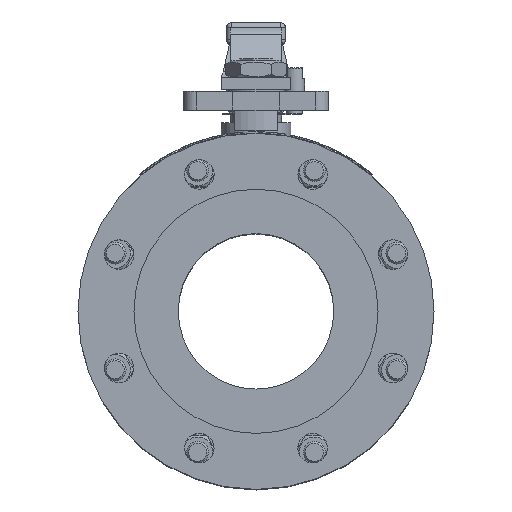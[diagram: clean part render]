
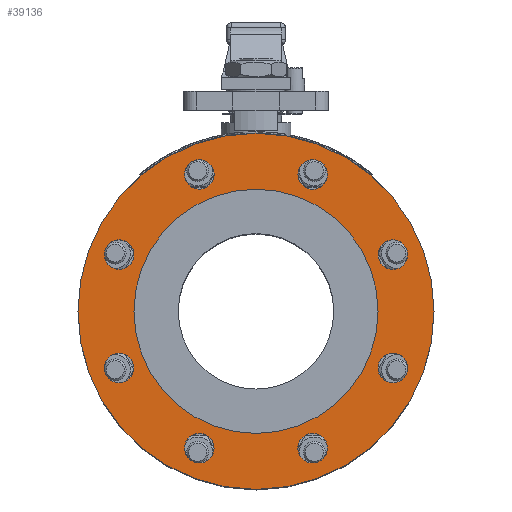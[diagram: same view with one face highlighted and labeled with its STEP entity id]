
A CAD part, top view. The second image highlights one B-rep face of the part: STEP entity #39136.
In plain terms, the highlighted planar face has unit normal (0, 0, 1).
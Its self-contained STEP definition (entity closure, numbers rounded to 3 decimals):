
#1369=FACE_BOUND('',#6951,.T.);
#1370=FACE_BOUND('',#6952,.T.);
#1371=FACE_BOUND('',#6953,.T.);
#1372=FACE_BOUND('',#6954,.T.);
#1373=FACE_BOUND('',#6955,.T.);
#1374=FACE_BOUND('',#6956,.T.);
#1375=FACE_BOUND('',#6957,.T.);
#1376=FACE_BOUND('',#6958,.T.);
#1377=FACE_BOUND('',#6959,.T.);
#4578=FACE_OUTER_BOUND('',#6950,.T.);
#6950=EDGE_LOOP('',(#29001));
#6951=EDGE_LOOP('',(#29002));
#6952=EDGE_LOOP('',(#29003));
#6953=EDGE_LOOP('',(#29004));
#6954=EDGE_LOOP('',(#29005));
#6955=EDGE_LOOP('',(#29006));
#6956=EDGE_LOOP('',(#29007));
#6957=EDGE_LOOP('',(#29008));
#6958=EDGE_LOOP('',(#29009));
#6959=EDGE_LOOP('',(#29010));
#14343=CIRCLE('',#41417,78.5);
#14354=CIRCLE('',#41431,9.5);
#14355=CIRCLE('',#41433,9.5);
#14356=CIRCLE('',#41435,9.5);
#14357=CIRCLE('',#41437,9.5);
#14358=CIRCLE('',#41439,9.5);
#14359=CIRCLE('',#41441,9.5);
#14360=CIRCLE('',#41443,9.5);
#14361=CIRCLE('',#41445,9.5);
#14389=CIRCLE('',#41495,114.5);
#16292=VERTEX_POINT('',#64718);
#16308=VERTEX_POINT('',#64778);
#16309=VERTEX_POINT('',#64781);
#16310=VERTEX_POINT('',#64784);
#16311=VERTEX_POINT('',#64787);
#16312=VERTEX_POINT('',#64790);
#16313=VERTEX_POINT('',#64793);
#16314=VERTEX_POINT('',#64796);
#16315=VERTEX_POINT('',#64799);
#16359=VERTEX_POINT('',#64925);
#20836=EDGE_CURVE('',#16292,#16292,#14343,.T.);
#20852=EDGE_CURVE('',#16308,#16308,#14354,.T.);
#20853=EDGE_CURVE('',#16309,#16309,#14355,.T.);
#20854=EDGE_CURVE('',#16310,#16310,#14356,.T.);
#20855=EDGE_CURVE('',#16311,#16311,#14357,.T.);
#20856=EDGE_CURVE('',#16312,#16312,#14358,.T.);
#20857=EDGE_CURVE('',#16313,#16313,#14359,.T.);
#20858=EDGE_CURVE('',#16314,#16314,#14360,.T.);
#20859=EDGE_CURVE('',#16315,#16315,#14361,.T.);
#20919=EDGE_CURVE('',#16359,#16359,#14389,.T.);
#29001=ORIENTED_EDGE('',*,*,#20919,.T.);
#29002=ORIENTED_EDGE('',*,*,#20836,.T.);
#29003=ORIENTED_EDGE('',*,*,#20852,.T.);
#29004=ORIENTED_EDGE('',*,*,#20853,.T.);
#29005=ORIENTED_EDGE('',*,*,#20854,.T.);
#29006=ORIENTED_EDGE('',*,*,#20855,.T.);
#29007=ORIENTED_EDGE('',*,*,#20856,.T.);
#29008=ORIENTED_EDGE('',*,*,#20857,.T.);
#29009=ORIENTED_EDGE('',*,*,#20858,.T.);
#29010=ORIENTED_EDGE('',*,*,#20859,.T.);
#35602=PLANE('',#41494);
#39136=ADVANCED_FACE('',(#4578,#1369,#1370,#1371,#1372,#1373,#1374,#1375,
#1376,#1377),#35602,.F.);
#41417=AXIS2_PLACEMENT_3D('',#64719,#45691,#45692);
#41431=AXIS2_PLACEMENT_3D('',#64779,#45719,#45720);
#41433=AXIS2_PLACEMENT_3D('',#64782,#45723,#45724);
#41435=AXIS2_PLACEMENT_3D('',#64785,#45727,#45728);
#41437=AXIS2_PLACEMENT_3D('',#64788,#45731,#45732);
#41439=AXIS2_PLACEMENT_3D('',#64791,#45735,#45736);
#41441=AXIS2_PLACEMENT_3D('',#64794,#45739,#45740);
#41443=AXIS2_PLACEMENT_3D('',#64797,#45743,#45744);
#41445=AXIS2_PLACEMENT_3D('',#64800,#45747,#45748);
#41494=AXIS2_PLACEMENT_3D('',#64924,#45877,#45878);
#41495=AXIS2_PLACEMENT_3D('',#64926,#45879,#45880);
#45691=DIRECTION('center_axis',(0.,0.,-1.));
#45692=DIRECTION('ref_axis',(1.,0.,0.));
#45719=DIRECTION('center_axis',(0.,0.,-1.));
#45720=DIRECTION('ref_axis',(-1.,0.,0.));
#45723=DIRECTION('center_axis',(0.,0.,-1.));
#45724=DIRECTION('ref_axis',(-0.707,0.707,0.));
#45727=DIRECTION('center_axis',(0.,0.,-1.));
#45728=DIRECTION('ref_axis',(0.,1.,0.));
#45731=DIRECTION('center_axis',(0.,0.,-1.));
#45732=DIRECTION('ref_axis',(0.707,0.707,0.));
#45735=DIRECTION('center_axis',(0.,0.,-1.));
#45736=DIRECTION('ref_axis',(1.,0.,0.));
#45739=DIRECTION('center_axis',(0.,0.,-1.));
#45740=DIRECTION('ref_axis',(0.707,-0.707,0.));
#45743=DIRECTION('center_axis',(0.,0.,-1.));
#45744=DIRECTION('ref_axis',(0.,-1.,0.));
#45747=DIRECTION('center_axis',(0.,0.,-1.));
#45748=DIRECTION('ref_axis',(-0.707,-0.707,0.));
#45877=DIRECTION('center_axis',(0.,0.,-1.));
#45878=DIRECTION('ref_axis',(-1.,0.,0.));
#45879=DIRECTION('center_axis',(0.,0.,1.));
#45880=DIRECTION('ref_axis',(1.,0.,0.));
#64718=CARTESIAN_POINT('',(-78.5,0.,227.4));
#64719=CARTESIAN_POINT('Origin',(0.,0.,227.4));
#64778=CARTESIAN_POINT('',(-78.5,36.451,227.4));
#64779=CARTESIAN_POINT('Origin',(-88.,36.451,227.4));
#64781=CARTESIAN_POINT('',(-29.733,81.282,227.4));
#64782=CARTESIAN_POINT('Origin',(-36.451,88.,227.4));
#64784=CARTESIAN_POINT('',(36.451,78.5,227.4));
#64785=CARTESIAN_POINT('Origin',(36.451,88.,227.4));
#64787=CARTESIAN_POINT('',(81.282,29.733,227.4));
#64788=CARTESIAN_POINT('Origin',(88.,36.451,227.4));
#64790=CARTESIAN_POINT('',(78.5,-36.451,227.4));
#64791=CARTESIAN_POINT('Origin',(88.,-36.451,227.4));
#64793=CARTESIAN_POINT('',(29.733,-81.282,227.4));
#64794=CARTESIAN_POINT('Origin',(36.451,-88.,227.4));
#64796=CARTESIAN_POINT('',(-36.451,-78.5,227.4));
#64797=CARTESIAN_POINT('Origin',(-36.451,-88.,227.4));
#64799=CARTESIAN_POINT('',(-81.282,-29.733,227.4));
#64800=CARTESIAN_POINT('Origin',(-88.,-36.451,227.4));
#64924=CARTESIAN_POINT('Origin',(0.,0.,227.4));
#64925=CARTESIAN_POINT('',(-114.5,0.,227.4));
#64926=CARTESIAN_POINT('Origin',(0.,0.,227.4));
